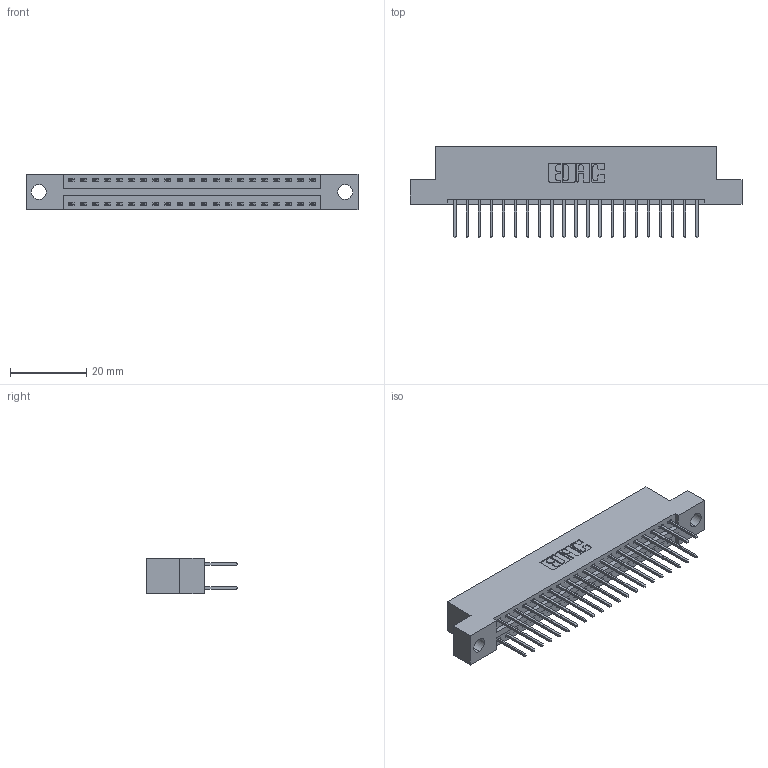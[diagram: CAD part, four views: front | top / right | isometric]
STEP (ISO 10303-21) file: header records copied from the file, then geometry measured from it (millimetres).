
FILE_DESCRIPTION (( 'STEP AP203' ), '1' );
FILE_NAME ('346-042-526-204.STEP', '2022-05-20T04:14:56', ( '' ), ( '' ), 'SwSTEP 2.0', 'SolidWorks 2020', '' );
FILE_SCHEMA (( 'CONFIG_CONTROL_DESIGN' ));
Length unit declared in the file: inch
Products named in the file (3): 346-042-526-204; 345-292-001_345-293-126; 346 Part_Flush Mounting Lugs - 0.156 Dia-TH
Assembly tree (43 placements, depth 2):
  346-042-526-204
    346 Part_Flush Mounting Lugs - 0.156 Dia-TH
    345-292-001_345-293-126  x42
Bounding box: 87.25 x 24.13 x 9.4 mm (x, y, z)
Volume: 8307.7 mm3; surface area: 11245.6 mm2
Topology: 43 solids, 43 shells, 2320 faces, 6875 edges, 4526 vertices
Faces by surface type: plane 1560, cylinder 760
Entity records: 16969 total; most frequent: CARTESIAN_POINT 2830, ORIENTED_EDGE 2762, DIRECTION 2545, EDGE_CURVE 1381, LINE 1165, VECTOR 1165, VERTEX_POINT 918, AXIS2_PLACEMENT_3D 690
